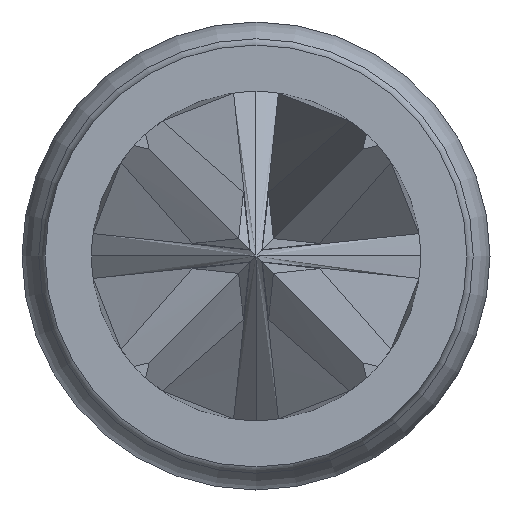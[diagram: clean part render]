
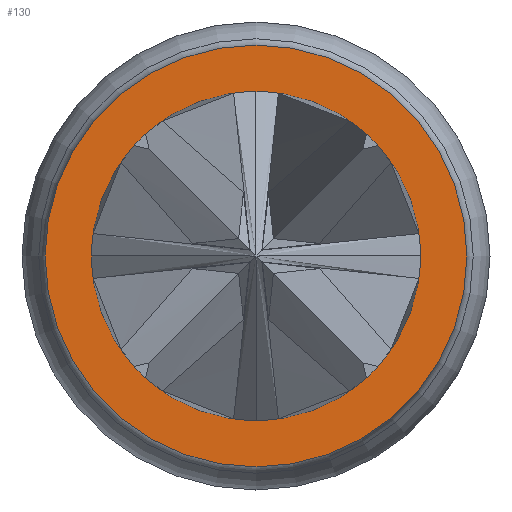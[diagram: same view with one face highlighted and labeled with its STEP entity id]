
A CAD part, left-side view. The second image highlights one B-rep face of the part: STEP entity #130.
In plain terms, the highlighted planar face has unit normal (-1, 0, 0).
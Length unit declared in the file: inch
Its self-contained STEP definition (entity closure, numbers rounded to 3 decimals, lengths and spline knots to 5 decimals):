
#130 = ADVANCED_FACE ( 'NONE', ( #366, #1494 ), #1711, .F. ) ;
#292 = AXIS2_PLACEMENT_3D ( 'NONE', #700, #880, #2086 ) ;
#366 = FACE_BOUND ( 'NONE', #491, .T. ) ;
#491 = EDGE_LOOP ( 'NONE', ( #624 ) ) ;
#546 = VERTEX_POINT ( 'NONE', #1621 ) ;
#555 = DIRECTION ( 'NONE',  ( 0., 0., -1. ) ) ;
#624 = ORIENTED_EDGE ( 'NONE', *, *, #1204, .F. ) ;
#655 = EDGE_LOOP ( 'NONE', ( #1029 ) ) ;
#700 = CARTESIAN_POINT ( 'NONE',  ( 0., 0., 0. ) ) ;
#770 = CIRCLE ( 'NONE', #292, 0.02425 ) ;
#880 = DIRECTION ( 'NONE',  ( 1., 0., 0. ) ) ;
#966 = AXIS2_PLACEMENT_3D ( 'NONE', #1250, #1065, #555 ) ;
#1003 = VERTEX_POINT ( 'NONE', #1079 ) ;
#1014 = DIRECTION ( 'NONE',  ( 0., 0., -1. ) ) ;
#1029 = ORIENTED_EDGE ( 'NONE', *, *, #1668, .F. ) ;
#1041 = CIRCLE ( 'NONE', #966, 0.0189 ) ;
#1065 = DIRECTION ( 'NONE',  ( -1., 0., 0. ) ) ;
#1079 = CARTESIAN_POINT ( 'NONE',  ( 0., 0., -0.0189 ) ) ;
#1204 = EDGE_CURVE ( 'NONE', #1003, #1003, #1041, .T. ) ;
#1250 = CARTESIAN_POINT ( 'NONE',  ( 0., 0., 0. ) ) ;
#1368 = AXIS2_PLACEMENT_3D ( 'NONE', #2226, #2251, #1014 ) ;
#1494 = FACE_OUTER_BOUND ( 'NONE', #655, .T. ) ;
#1621 = CARTESIAN_POINT ( 'NONE',  ( 0., 0., -0.02425 ) ) ;
#1668 = EDGE_CURVE ( 'NONE', #546, #546, #770, .T. ) ;
#1711 = PLANE ( 'NONE',  #1368 ) ;
#2086 = DIRECTION ( 'NONE',  ( 0., 0., -1. ) ) ;
#2226 = CARTESIAN_POINT ( 'NONE',  ( 0., 0.02725, 0. ) ) ;
#2251 = DIRECTION ( 'NONE',  ( 1., 0., 0. ) ) ;
